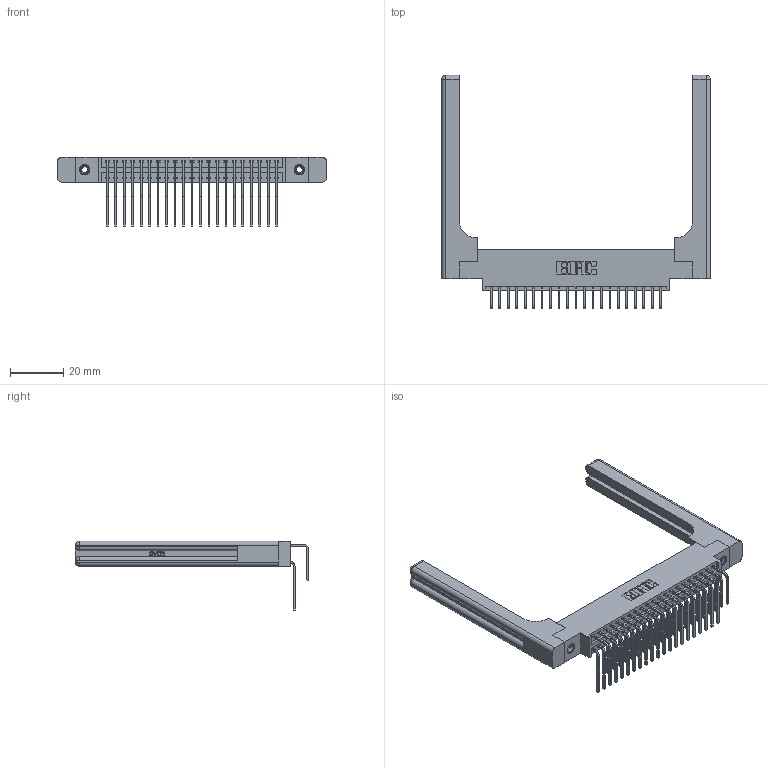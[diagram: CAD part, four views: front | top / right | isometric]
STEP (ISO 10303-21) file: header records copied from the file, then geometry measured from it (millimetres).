
FILE_DESCRIPTION (( 'STEP AP203' ), '1' );
FILE_NAME ('346-042-558-858.STEP', '2022-05-20T05:29:05', ( '' ), ( '' ), 'SwSTEP 2.0', 'SolidWorks 2020', '' );
FILE_SCHEMA (( 'CONFIG_CONTROL_DESIGN' ));
Length unit declared in the file: inch
Products named in the file (6): 345-292-001_558 559 Tail - 1; 345-292-001_558 Tail - 2; 346 Part_0.170 Offset - 0.156 Dia-TH; 346-042-558-858; 345-250-001_345-250-001-102; 346-220-058_345-220-058
Assembly tree (47 placements, depth 2):
  346-042-558-858
    346 Part_0.170 Offset - 0.156 Dia-TH
    345-292-001_558 559 Tail - 1  x21
    345-292-001_558 Tail - 2  x21
    345-250-001_345-250-001-102  x2
    346-220-058_345-220-058  x2
Bounding box: 100.74 x 87.44 x 26.16 mm (x, y, z)
Volume: 17223.8 mm3; surface area: 19393.1 mm2
Topology: 47 solids, 47 shells, 2664 faces, 7805 edges, 5126 vertices
Faces by surface type: plane 1796, cylinder 808, bspline 36, cone 12, sphere 8, torus 4
Entity records: 24046 total; most frequent: CARTESIAN_POINT 5058, ORIENTED_EDGE 3736, DIRECTION 3412, EDGE_CURVE 1868, LINE 1520, VECTOR 1520, VERTEX_POINT 1234, AXIS2_PLACEMENT_3D 946
